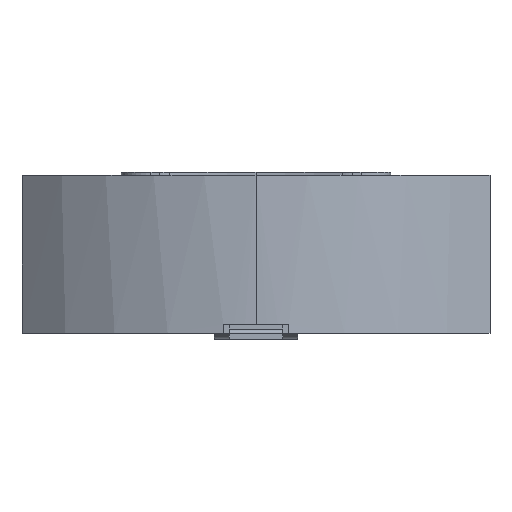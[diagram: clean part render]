
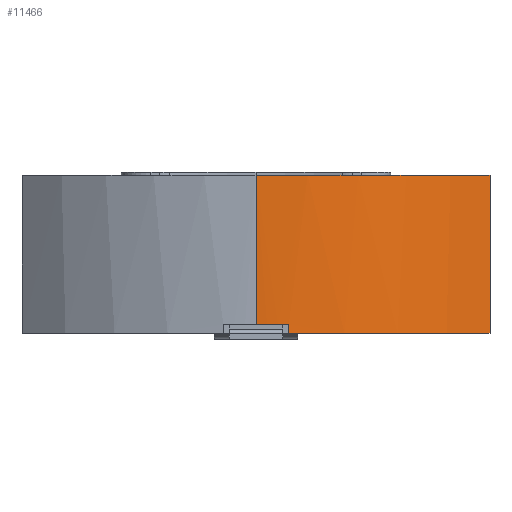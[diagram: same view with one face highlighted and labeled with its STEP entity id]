
A CAD part, left-side view. The second image highlights one B-rep face of the part: STEP entity #11466.
In plain terms, the highlighted cylindrical face has radius 11.15 mm (diameter 22.3 mm), a partial arc.
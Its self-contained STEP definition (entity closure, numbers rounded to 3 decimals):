
#349 = CIRCLE ( 'NONE', #25511, 11.15 ) ;
#535 = CARTESIAN_POINT ( 'NONE',  ( 0., 0., 0.5 ) ) ;
#633 = VERTEX_POINT ( 'NONE', #10913 ) ;
#1829 = VERTEX_POINT ( 'NONE', #21664 ) ;
#2683 = EDGE_CURVE ( 'NONE', #17152, #13603, #3189, .T. ) ;
#2896 = VERTEX_POINT ( 'NONE', #23171 ) ;
#3189 = LINE ( 'NONE', #23198, #18971 ) ;
#3686 = CYLINDRICAL_SURFACE ( 'NONE', #10674, 11.15 ) ;
#3998 = LINE ( 'NONE', #9663, #10786 ) ;
#4213 = CARTESIAN_POINT ( 'NONE',  ( -11.15, 0., 5.5 ) ) ;
#4780 = CARTESIAN_POINT ( 'NONE',  ( -7.918, -7.85, 5.5 ) ) ;
#5993 = EDGE_LOOP ( 'NONE', ( #7976, #16336, #15235, #18132, #22409, #6345 ) ) ;
#6345 = ORIENTED_EDGE ( 'NONE', *, *, #9116, .F. ) ;
#6528 = EDGE_CURVE ( 'NONE', #10049, #13603, #349, .T. ) ;
#7447 = DIRECTION ( 'NONE',  ( 1., 0., 0. ) ) ;
#7644 = DIRECTION ( 'NONE',  ( 0., 0., -1. ) ) ;
#7976 = ORIENTED_EDGE ( 'NONE', *, *, #24400, .F. ) ;
#8719 = VECTOR ( 'NONE', #20295, 1000. ) ;
#9116 = EDGE_CURVE ( 'NONE', #633, #2896, #14696, .T. ) ;
#9663 = CARTESIAN_POINT ( 'NONE',  ( -11.095, -1.102, 5.5 ) ) ;
#9673 = CARTESIAN_POINT ( 'NONE',  ( -11.095, -1.102, 0.5 ) ) ;
#9864 = DIRECTION ( 'NONE',  ( -1., 0., 0. ) ) ;
#10049 = VERTEX_POINT ( 'NONE', #9673 ) ;
#10674 = AXIS2_PLACEMENT_3D ( 'NONE', #25360, #7644, #9864 ) ;
#10786 = VECTOR ( 'NONE', #25564, 1000. ) ;
#10913 = CARTESIAN_POINT ( 'NONE',  ( -7.918, -7.85, 5.5 ) ) ;
#11211 = DIRECTION ( 'NONE',  ( 0., 0., 1. ) ) ;
#11466 = ADVANCED_FACE ( 'NONE', ( #15277 ), #3686, .T. ) ;
#12151 = DIRECTION ( 'NONE',  ( 1., 0., 0. ) ) ;
#13492 = CIRCLE ( 'NONE', #14707, 11.15 ) ;
#13520 = CARTESIAN_POINT ( 'NONE',  ( 0., 0., 0.2 ) ) ;
#13603 = VERTEX_POINT ( 'NONE', #17393 ) ;
#14439 = DIRECTION ( 'NONE',  ( -1., 0., 0. ) ) ;
#14639 = EDGE_CURVE ( 'NONE', #1829, #2896, #13492, .T. ) ;
#14696 = LINE ( 'NONE', #4780, #8719 ) ;
#14707 = AXIS2_PLACEMENT_3D ( 'NONE', #13520, #11211, #7447 ) ;
#15235 = ORIENTED_EDGE ( 'NONE', *, *, #6528, .F. ) ;
#15277 = FACE_OUTER_BOUND ( 'NONE', #5993, .T. ) ;
#16336 = ORIENTED_EDGE ( 'NONE', *, *, #2683, .T. ) ;
#17152 = VERTEX_POINT ( 'NONE', #4213 ) ;
#17393 = CARTESIAN_POINT ( 'NONE',  ( -11.15, 0., 0.5 ) ) ;
#18132 = ORIENTED_EDGE ( 'NONE', *, *, #20089, .T. ) ;
#18971 = VECTOR ( 'NONE', #19065, 1000. ) ;
#19065 = DIRECTION ( 'NONE',  ( 0., 0., -1. ) ) ;
#20089 = EDGE_CURVE ( 'NONE', #10049, #1829, #3998, .T. ) ;
#20295 = DIRECTION ( 'NONE',  ( 0., 0., -1. ) ) ;
#21011 = CIRCLE ( 'NONE', #24742, 11.15 ) ;
#21664 = CARTESIAN_POINT ( 'NONE',  ( -11.095, -1.102, 0.2 ) ) ;
#21959 = DIRECTION ( 'NONE',  ( 0., 0., -1. ) ) ;
#22409 = ORIENTED_EDGE ( 'NONE', *, *, #14639, .T. ) ;
#23171 = CARTESIAN_POINT ( 'NONE',  ( -7.918, -7.85, 0.2 ) ) ;
#23198 = CARTESIAN_POINT ( 'NONE',  ( -11.15, 0., 5.5 ) ) ;
#24295 = DIRECTION ( 'NONE',  ( 0., 0., 1. ) ) ;
#24400 = EDGE_CURVE ( 'NONE', #17152, #633, #21011, .T. ) ;
#24423 = CARTESIAN_POINT ( 'NONE',  ( 0., 0., 5.5 ) ) ;
#24742 = AXIS2_PLACEMENT_3D ( 'NONE', #24423, #24295, #12151 ) ;
#25360 = CARTESIAN_POINT ( 'NONE',  ( 0., 0., 5.5 ) ) ;
#25511 = AXIS2_PLACEMENT_3D ( 'NONE', #535, #21959, #14439 ) ;
#25564 = DIRECTION ( 'NONE',  ( 0., 0., -1. ) ) ;
